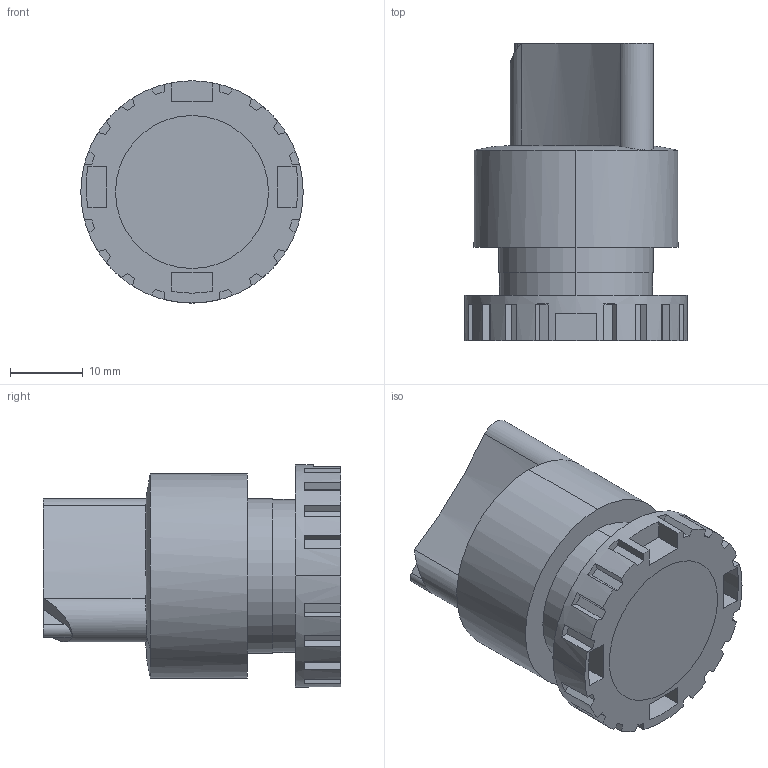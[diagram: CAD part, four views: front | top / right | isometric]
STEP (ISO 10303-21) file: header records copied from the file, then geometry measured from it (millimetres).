
FILE_DESCRIPTION((''),'2;1');
FILE_NAME('004774080_NSE-S2-F45_ASM','2022-07-20T12:28:35',('klemen.sitar'),('Audax d.o.o.'),'CREO PARAMETRIC BY PTC INC, 2021304','CREO PARAMETRIC BY PTC INC, 2021304','');
FILE_SCHEMA(('AP242_MANAGED_MODEL_BASED_3D_ENGINEERING_MIM_LF { 1 0 10303 442 1 1 4 }'));
Length unit declared in the file: metre
Products named in the file (3): CSW-CK_WH_1_1_1; CSW-CK_WH_2_1; 004774080_NSE-S2-F45_ASM
Assembly tree (2 placements, depth 2):
  004774080_NSE-S2-F45_ASM
    CSW-CK_WH_1_1_1
    CSW-CK_WH_2_1
Bounding box: 30.5 x 40.8 x 30.5 mm (x, y, z)
Volume: 16570.5 mm3; surface area: 6160.2 mm2
Topology: 2 solids, 2 shells, 113 faces, 311 edges, 207 vertices
Faces by surface type: plane 91, cylinder 18, bspline 4
Entity records: 5344 total; most frequent: CARTESIAN_POINT 950, ORIENTED_EDGE 622, DIRECTION 601, COLOUR_RGB 334, EDGE_CURVE 311, VECTOR 223, LINE 223, VERTEX_POINT 207
